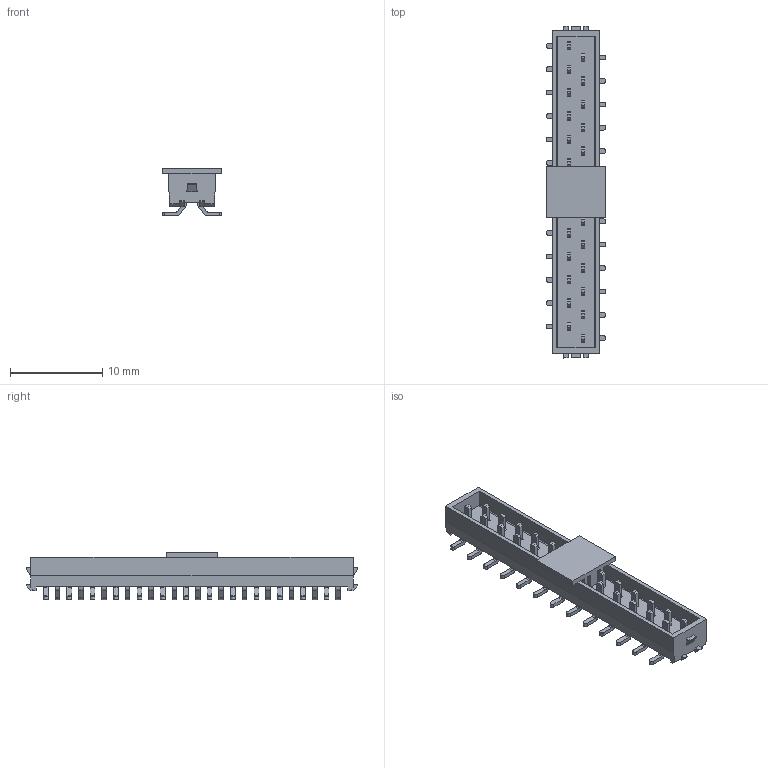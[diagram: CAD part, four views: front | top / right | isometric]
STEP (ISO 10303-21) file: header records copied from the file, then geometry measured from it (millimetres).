
FILE_DESCRIPTION(/* description */ ('Unknown'),/* implementation_level */ '2;1');
FILE_NAME(/* name */ 'J_Wurth_WR-MM_690357282676',/* time_stamp */ '2025-05-06T10:03:28+08:00',/* author */ ('Unknown'),/* organization */ ('Unknown'),/* preprocessor_version */ 'ST-DEVELOPER v19.4',/* originating_system */ 'Solid Edge',/* authorisation */ 'Unknown');
FILE_SCHEMA (('AUTOMOTIVE_DESIGN {1 0 10303 214 3 1 1}'));
Length unit declared in the file: millimetre
Products named in the file (2): J_Wurth_WR-MM_690357282676
Assembly tree (1 placements, depth 2):
  J_Wurth_WR-MM_690357282676
    J_Wurth_WR-MM_690357282676
Bounding box: 6.5 x 36.05 x 5.15 mm (x, y, z)
Volume: 356.9 mm3; surface area: 1137.7 mm2
Topology: 1 solids, 53 shells, 1080 faces, 2626 edges, 1740 vertices
Faces by surface type: plane 792, cylinder 288
Entity records: 39007 total; most frequent: CARTESIAN_POINT 5448, DIRECTION 5366, ORIENTED_EDGE 5252, EDGE_CURVE 2626, LINE 2050, VECTOR 2050, VERTEX_POINT 1740, AXIS2_PLACEMENT_3D 1658
